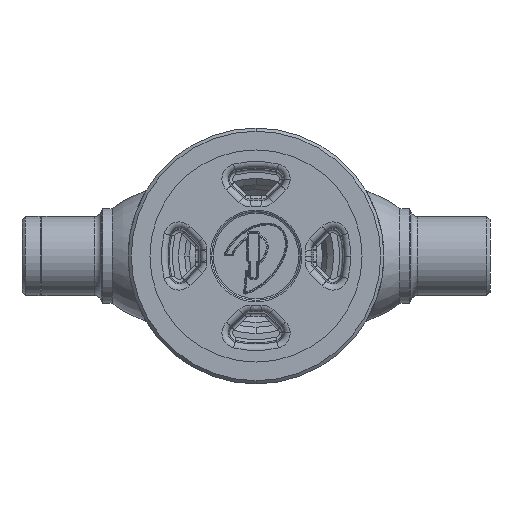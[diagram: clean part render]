
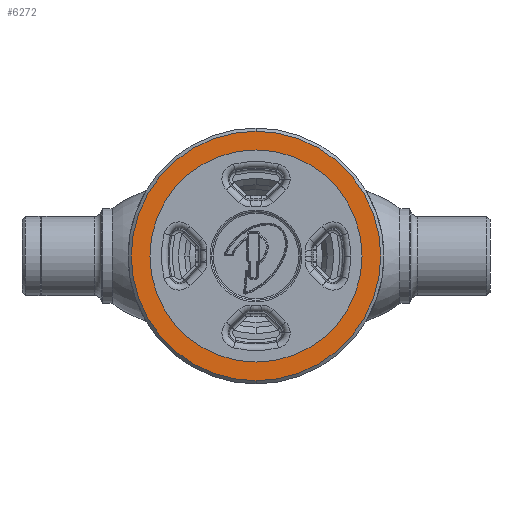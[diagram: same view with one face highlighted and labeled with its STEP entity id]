
A CAD part, front view. The second image highlights one B-rep face of the part: STEP entity #6272.
In plain terms, the highlighted planar face has unit normal (0, -1, 0).
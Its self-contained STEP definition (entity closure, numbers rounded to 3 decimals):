
#213 = CARTESIAN_POINT ( 'NONE',  ( 0., 0., -33.5 ) ) ;
#242 = DIRECTION ( 'NONE',  ( 0., 1., 0. ) ) ;
#416 = EDGE_LOOP ( 'NONE', ( #7246, #7489 ) ) ;
#465 = CARTESIAN_POINT ( 'NONE',  ( 0., 0., -39.4 ) ) ;
#477 = AXIS2_PLACEMENT_3D ( 'NONE', #3454, #8372, #4157 ) ;
#1200 = EDGE_CURVE ( 'NONE', #4543, #7416, #1714, .T. ) ;
#1714 = CIRCLE ( 'NONE', #4218, 33.5 ) ;
#1782 = CARTESIAN_POINT ( 'NONE',  ( 0., 0., 0. ) ) ;
#1900 = VERTEX_POINT ( 'NONE', #2971 ) ;
#2059 = CARTESIAN_POINT ( 'NONE',  ( -33.5, 0., 0. ) ) ;
#2113 = ORIENTED_EDGE ( 'NONE', *, *, #5322, .F. ) ;
#2529 = DIRECTION ( 'NONE',  ( 0., 1., 0. ) ) ;
#2550 = AXIS2_PLACEMENT_3D ( 'NONE', #3567, #8485, #4265 ) ;
#2575 = CIRCLE ( 'NONE', #477, 33.5 ) ;
#2767 = DIRECTION ( 'NONE',  ( 0., -1., 0. ) ) ;
#2971 = CARTESIAN_POINT ( 'NONE',  ( 0., 0., 39.4 ) ) ;
#3454 = CARTESIAN_POINT ( 'NONE',  ( 0., 0., 0. ) ) ;
#3567 = CARTESIAN_POINT ( 'NONE',  ( 0., 0., 0. ) ) ;
#3911 = EDGE_LOOP ( 'NONE', ( #8980, #2113 ) ) ;
#4116 = FACE_BOUND ( 'NONE', #416, .T. ) ;
#4141 = AXIS2_PLACEMENT_3D ( 'NONE', #6751, #2529, #7459 ) ;
#4157 = DIRECTION ( 'NONE',  ( 0., 0., 1. ) ) ;
#4218 = AXIS2_PLACEMENT_3D ( 'NONE', #1782, #242, #8895 ) ;
#4265 = DIRECTION ( 'NONE',  ( 0., 0., 1. ) ) ;
#4543 = VERTEX_POINT ( 'NONE', #5731 ) ;
#5322 = EDGE_CURVE ( 'NONE', #6024, #1900, #7516, .T. ) ;
#5599 = EDGE_CURVE ( 'NONE', #1900, #6024, #8090, .T. ) ;
#5731 = CARTESIAN_POINT ( 'NONE',  ( 0., 0., 33.5 ) ) ;
#6024 = VERTEX_POINT ( 'NONE', #465 ) ;
#6272 = ADVANCED_FACE ( 'NONE', ( #4116, #7362 ), #6275, .T. ) ;
#6275 = PLANE ( 'NONE',  #6932 ) ;
#6680 = EDGE_CURVE ( 'NONE', #7416, #4543, #2575, .T. ) ;
#6751 = CARTESIAN_POINT ( 'NONE',  ( 0., 0., 0. ) ) ;
#6932 = AXIS2_PLACEMENT_3D ( 'NONE', #2059, #2767, #7693 ) ;
#7246 = ORIENTED_EDGE ( 'NONE', *, *, #1200, .T. ) ;
#7362 = FACE_OUTER_BOUND ( 'NONE', #3911, .T. ) ;
#7416 = VERTEX_POINT ( 'NONE', #213 ) ;
#7459 = DIRECTION ( 'NONE',  ( 0., 0., 1. ) ) ;
#7489 = ORIENTED_EDGE ( 'NONE', *, *, #6680, .T. ) ;
#7516 = CIRCLE ( 'NONE', #4141, 39.4 ) ;
#7693 = DIRECTION ( 'NONE',  ( 0., 0., -1. ) ) ;
#8090 = CIRCLE ( 'NONE', #2550, 39.4 ) ;
#8372 = DIRECTION ( 'NONE',  ( 0., 1., 0. ) ) ;
#8485 = DIRECTION ( 'NONE',  ( 0., 1., 0. ) ) ;
#8895 = DIRECTION ( 'NONE',  ( 0., 0., 1. ) ) ;
#8980 = ORIENTED_EDGE ( 'NONE', *, *, #5599, .F. ) ;
